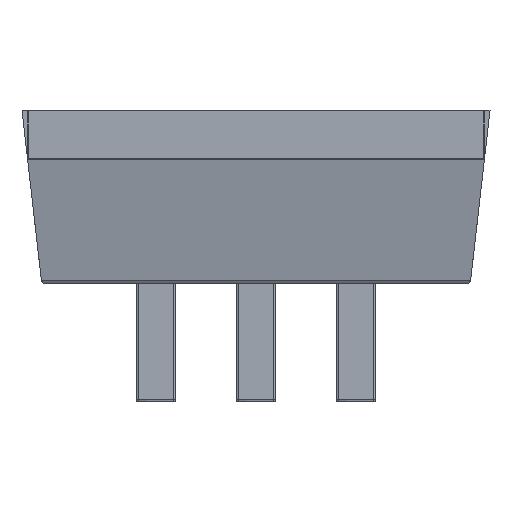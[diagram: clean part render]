
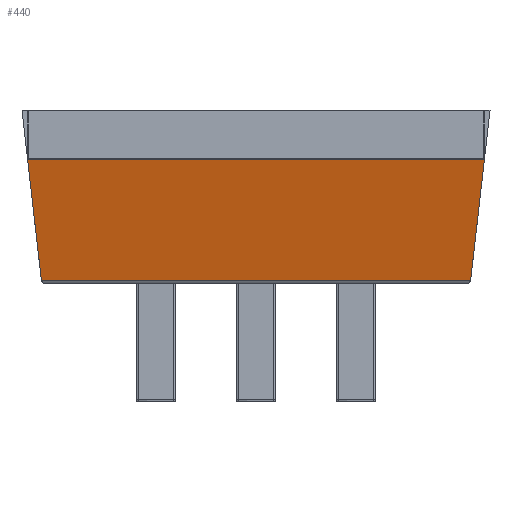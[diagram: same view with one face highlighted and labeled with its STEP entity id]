
A CAD part, front view. The second image highlights one B-rep face of the part: STEP entity #440.
In plain terms, the highlighted planar face has unit normal (0, -0.975, -0.222).
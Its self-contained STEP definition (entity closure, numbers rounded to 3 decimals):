
#440=ADVANCED_FACE('',(#718),#3845,.T.);
#718=FACE_OUTER_BOUND('',#996,.T.);
#996=EDGE_LOOP('',(#1320,#1321,#1322,#1323,#1324,#1325,#1326,#1327,#1328,
#1329));
#1320=ORIENTED_EDGE('',*,*,#2490,.F.);
#1321=ORIENTED_EDGE('',*,*,#2487,.T.);
#1322=ORIENTED_EDGE('',*,*,#2531,.F.);
#1323=ORIENTED_EDGE('',*,*,#2532,.T.);
#1324=ORIENTED_EDGE('',*,*,#2533,.F.);
#1325=ORIENTED_EDGE('',*,*,#2534,.T.);
#1326=ORIENTED_EDGE('',*,*,#2483,.F.);
#1327=ORIENTED_EDGE('',*,*,#2484,.T.);
#1328=ORIENTED_EDGE('',*,*,#2491,.F.);
#1329=ORIENTED_EDGE('',*,*,#2499,.F.);
#2483=EDGE_CURVE('',#3322,#3348,#3083,.T.);
#2484=EDGE_CURVE('',#3322,#3326,#3084,.T.);
#2487=EDGE_CURVE('',#3327,#3323,#3087,.T.);
#2490=EDGE_CURVE('',#3327,#3330,#3090,.T.);
#2491=EDGE_CURVE('',#3331,#3326,#3091,.T.);
#2499=EDGE_CURVE('',#3330,#3331,#3099,.T.);
#2531=EDGE_CURVE('',#3343,#3323,#3131,.T.);
#2532=EDGE_CURVE('',#3343,#3342,#3132,.T.);
#2533=EDGE_CURVE('',#3346,#3342,#3133,.T.);
#2534=EDGE_CURVE('',#3346,#3348,#3134,.T.);
#3083=B_SPLINE_CURVE_WITH_KNOTS('',1,(#4211,#4212),.UNSPECIFIED.,.F.,.F.,
(2,2),(-29.459,-29.448),.UNSPECIFIED.);
#3084=B_SPLINE_CURVE_WITH_KNOTS('',3,(#4213,#4214,#4215,#4216),
 .UNSPECIFIED.,.F.,.F.,(4,4),(1.29,4.448),
 .UNSPECIFIED.);
#3087=B_SPLINE_CURVE_WITH_KNOTS('',3,(#4223,#4224,#4225,#4226),
 .UNSPECIFIED.,.F.,.F.,(4,4),(1.833,4.992),
 .UNSPECIFIED.);
#3090=B_SPLINE_CURVE_WITH_KNOTS('',3,(#4251,#4252,#4253,#4254,#4255,#4256,
#4257,#4258,#4259,#4260,#4261,#4262),.UNSPECIFIED.,.F.,.F.,(4,1,1,1,1,1,
1,1,1,4),(-0.011,-0.01,-0.009,-0.008,
-0.006,-0.005,-0.004,-0.003,
-0.001,0.),.UNSPECIFIED.);
#3091=B_SPLINE_CURVE_WITH_KNOTS('',3,(#4263,#4264,#4265,#4266,#4267,#4268,
#4269,#4270,#4271,#4272,#4273,#4274),.UNSPECIFIED.,.F.,.F.,(4,1,1,1,1,1,
1,1,1,4),(0.,0.001,0.003,0.004,
0.005,0.006,0.008,0.009,
0.01,0.011),.UNSPECIFIED.);
#3099=B_SPLINE_CURVE_WITH_KNOTS('',1,(#4289,#4290),.UNSPECIFIED.,.F.,.F.,
(2,2),(-0.008,10.892),.UNSPECIFIED.);
#3131=B_SPLINE_CURVE_WITH_KNOTS('',1,(#4393,#4394),.UNSPECIFIED.,.F.,.F.,
(2,2),(-22.746,-22.735),.UNSPECIFIED.);
#3132=B_SPLINE_CURVE_WITH_KNOTS('',1,(#4395,#4396),.UNSPECIFIED.,.F.,.F.,
(2,2),(22.746,24.068),.UNSPECIFIED.);
#3133=B_SPLINE_CURVE_WITH_KNOTS('',1,(#4397,#4398),.UNSPECIFIED.,.F.,.F.,
(2,2),(-28.126,-24.068),.UNSPECIFIED.);
#3134=B_SPLINE_CURVE_WITH_KNOTS('',1,(#4399,#4400),.UNSPECIFIED.,.F.,.F.,
(2,2),(28.126,29.448),.UNSPECIFIED.);
#3322=VERTEX_POINT('',#4137);
#3323=VERTEX_POINT('',#4138);
#3326=VERTEX_POINT('',#4141);
#3327=VERTEX_POINT('',#4142);
#3330=VERTEX_POINT('',#4145);
#3331=VERTEX_POINT('',#4146);
#3342=VERTEX_POINT('',#4157);
#3343=VERTEX_POINT('',#4158);
#3346=VERTEX_POINT('',#4161);
#3348=VERTEX_POINT('',#4163);
#3845=PLANE('',#3939);
#3939=AXIS2_PLACEMENT_3D('',#4093,#4016,$);
#4016=DIRECTION('',(0.,-0.975,-0.222));
#4093=CARTESIAN_POINT('',(6.582,-13.218,4.413));
#4137=CARTESIAN_POINT('',(-5.8,-12.934,3.163));
#4138=CARTESIAN_POINT('',(5.8,-12.934,3.163));
#4141=CARTESIAN_POINT('',(-5.452,-12.238,0.101));
#4142=CARTESIAN_POINT('',(5.452,-12.238,0.101));
#4145=CARTESIAN_POINT('',(5.45,-12.236,0.09));
#4146=CARTESIAN_POINT('',(-5.45,-12.236,0.09));
#4157=CARTESIAN_POINT('',(3.5,-12.934,3.163));
#4158=CARTESIAN_POINT('',(5.78,-12.934,3.163));
#4161=CARTESIAN_POINT('',(-3.5,-12.934,3.163));
#4163=CARTESIAN_POINT('',(-5.78,-12.934,3.163));
#4211=CARTESIAN_POINT('',(-5.8,-12.934,3.163));
#4212=CARTESIAN_POINT('',(-5.78,-12.934,3.163));
#4213=CARTESIAN_POINT('',(-5.8,-12.934,3.163));
#4214=CARTESIAN_POINT('',(-5.684,-12.702,2.142));
#4215=CARTESIAN_POINT('',(-5.568,-12.47,1.122));
#4216=CARTESIAN_POINT('',(-5.452,-12.238,0.101));
#4223=CARTESIAN_POINT('',(5.452,-12.238,0.101));
#4224=CARTESIAN_POINT('',(5.568,-12.47,1.122));
#4225=CARTESIAN_POINT('',(5.684,-12.702,2.142));
#4226=CARTESIAN_POINT('',(5.8,-12.934,3.163));
#4251=CARTESIAN_POINT('',(5.452,-12.238,0.101));
#4252=CARTESIAN_POINT('',(5.452,-12.238,0.101));
#4253=CARTESIAN_POINT('',(5.452,-12.238,0.1));
#4254=CARTESIAN_POINT('',(5.452,-12.238,0.099));
#4255=CARTESIAN_POINT('',(5.452,-12.237,0.098));
#4256=CARTESIAN_POINT('',(5.451,-12.237,0.097));
#4257=CARTESIAN_POINT('',(5.451,-12.237,0.095));
#4258=CARTESIAN_POINT('',(5.451,-12.237,0.094));
#4259=CARTESIAN_POINT('',(5.451,-12.236,0.093));
#4260=CARTESIAN_POINT('',(5.451,-12.236,0.092));
#4261=CARTESIAN_POINT('',(5.45,-12.236,0.091));
#4262=CARTESIAN_POINT('',(5.45,-12.236,0.09));
#4263=CARTESIAN_POINT('',(-5.45,-12.236,0.09));
#4264=CARTESIAN_POINT('',(-5.45,-12.236,0.091));
#4265=CARTESIAN_POINT('',(-5.451,-12.236,0.092));
#4266=CARTESIAN_POINT('',(-5.451,-12.236,0.093));
#4267=CARTESIAN_POINT('',(-5.451,-12.237,0.094));
#4268=CARTESIAN_POINT('',(-5.451,-12.237,0.095));
#4269=CARTESIAN_POINT('',(-5.451,-12.237,0.097));
#4270=CARTESIAN_POINT('',(-5.452,-12.237,0.098));
#4271=CARTESIAN_POINT('',(-5.452,-12.238,0.099));
#4272=CARTESIAN_POINT('',(-5.452,-12.238,0.1));
#4273=CARTESIAN_POINT('',(-5.452,-12.238,0.101));
#4274=CARTESIAN_POINT('',(-5.452,-12.238,0.101));
#4289=CARTESIAN_POINT('',(5.45,-12.236,0.09));
#4290=CARTESIAN_POINT('',(-5.45,-12.236,0.09));
#4393=CARTESIAN_POINT('',(5.78,-12.934,3.163));
#4394=CARTESIAN_POINT('',(5.8,-12.934,3.163));
#4395=CARTESIAN_POINT('',(5.78,-12.934,3.163));
#4396=CARTESIAN_POINT('',(3.5,-12.934,3.163));
#4397=CARTESIAN_POINT('',(-3.5,-12.934,3.163));
#4398=CARTESIAN_POINT('',(3.5,-12.934,3.163));
#4399=CARTESIAN_POINT('',(-3.5,-12.934,3.163));
#4400=CARTESIAN_POINT('',(-5.78,-12.934,3.163));
